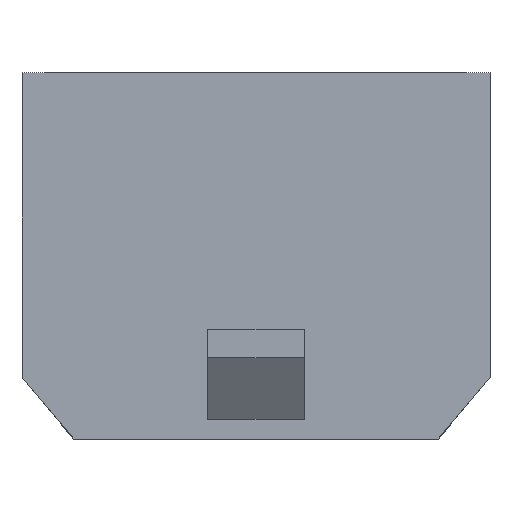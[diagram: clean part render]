
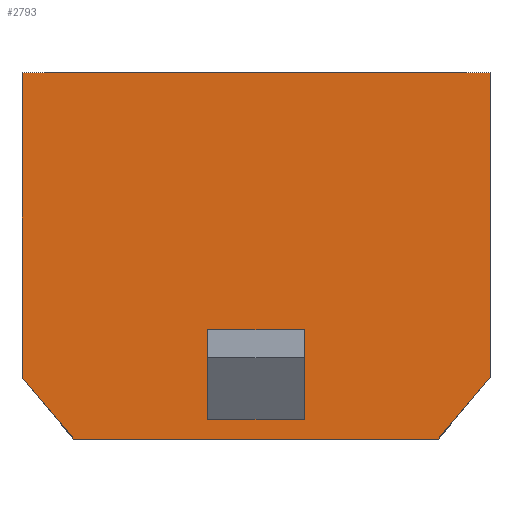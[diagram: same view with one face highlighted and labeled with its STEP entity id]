
A CAD part, top view. The second image highlights one B-rep face of the part: STEP entity #2793.
In plain terms, the highlighted planar face has unit normal (0, 0, 1).
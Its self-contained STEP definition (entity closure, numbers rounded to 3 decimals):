
#38=FACE_BOUND('',#221,.T.);
#48=FACE_OUTER_BOUND('',#220,.T.);
#220=EDGE_LOOP('',(#1888,#1889,#1890,#1891,#1892,#1893));
#221=EDGE_LOOP('',(#1894,#1895,#1896,#1897));
#441=LINE('',#3980,#825);
#445=LINE('',#3989,#829);
#450=LINE('',#3999,#834);
#452=LINE('',#4002,#836);
#471=LINE('',#4039,#855);
#472=LINE('',#4040,#856);
#473=LINE('',#4043,#857);
#474=LINE('',#4045,#858);
#475=LINE('',#4047,#859);
#476=LINE('',#4048,#860);
#825=VECTOR('',#3200,1.);
#829=VECTOR('',#3206,1.);
#834=VECTOR('',#3213,1.);
#836=VECTOR('',#3217,1.);
#855=VECTOR('',#3238,1.);
#856=VECTOR('',#3239,1.);
#857=VECTOR('',#3240,1.);
#858=VECTOR('',#3241,1.);
#859=VECTOR('',#3242,1.);
#860=VECTOR('',#3243,1.);
#1204=VERTEX_POINT('',#3973);
#1207=VERTEX_POINT('',#3978);
#1208=VERTEX_POINT('',#3982);
#1211=VERTEX_POINT('',#3987);
#1215=VERTEX_POINT('',#3997);
#1232=VERTEX_POINT('',#4038);
#1233=VERTEX_POINT('',#4041);
#1234=VERTEX_POINT('',#4042);
#1235=VERTEX_POINT('',#4044);
#1236=VERTEX_POINT('',#4046);
#1459=EDGE_CURVE('',#1207,#1204,#441,.T.);
#1463=EDGE_CURVE('',#1211,#1208,#445,.T.);
#1468=EDGE_CURVE('',#1215,#1211,#450,.T.);
#1470=EDGE_CURVE('',#1208,#1207,#452,.T.);
#1489=EDGE_CURVE('',#1215,#1232,#471,.T.);
#1490=EDGE_CURVE('',#1232,#1204,#472,.T.);
#1491=EDGE_CURVE('',#1233,#1234,#473,.T.);
#1492=EDGE_CURVE('',#1234,#1235,#474,.T.);
#1493=EDGE_CURVE('',#1236,#1235,#475,.T.);
#1494=EDGE_CURVE('',#1233,#1236,#476,.T.);
#1888=ORIENTED_EDGE('',*,*,#1463,.F.);
#1889=ORIENTED_EDGE('',*,*,#1468,.F.);
#1890=ORIENTED_EDGE('',*,*,#1489,.T.);
#1891=ORIENTED_EDGE('',*,*,#1490,.T.);
#1892=ORIENTED_EDGE('',*,*,#1459,.F.);
#1893=ORIENTED_EDGE('',*,*,#1470,.F.);
#1894=ORIENTED_EDGE('',*,*,#1491,.T.);
#1895=ORIENTED_EDGE('',*,*,#1492,.T.);
#1896=ORIENTED_EDGE('',*,*,#1493,.F.);
#1897=ORIENTED_EDGE('',*,*,#1494,.F.);
#2578=PLANE('',#2967);
#2793=ADVANCED_FACE('',(#48,#38),#2578,.T.);
#2967=AXIS2_PLACEMENT_3D('',#4037,#3236,#3237);
#3200=DIRECTION('',(-0.643,0.766,0.));
#3206=DIRECTION('',(-0.643,-0.766,0.));
#3213=DIRECTION('',(0.,-1.,0.));
#3217=DIRECTION('',(-1.,0.,0.));
#3236=DIRECTION('center_axis',(0.,0.,1.));
#3237=DIRECTION('ref_axis',(1.,0.,0.));
#3238=DIRECTION('',(-1.,0.,0.));
#3239=DIRECTION('',(0.,-1.,0.));
#3240=DIRECTION('',(-1.,0.,0.));
#3241=DIRECTION('',(0.,1.,0.));
#3242=DIRECTION('',(-1.,0.,0.));
#3243=DIRECTION('',(0.,1.,0.));
#3973=CARTESIAN_POINT('',(-6.325,1.668,3.86));
#3978=CARTESIAN_POINT('',(-4.925,0.,3.86));
#3980=CARTESIAN_POINT('',(-4.925,0.,3.86));
#3982=CARTESIAN_POINT('',(4.925,0.,3.86));
#3987=CARTESIAN_POINT('',(6.325,1.668,3.86));
#3989=CARTESIAN_POINT('',(6.325,1.668,3.86));
#3997=CARTESIAN_POINT('',(6.325,9.9,3.86));
#3999=CARTESIAN_POINT('',(6.325,9.9,3.86));
#4002=CARTESIAN_POINT('',(6.325,0.,3.86));
#4037=CARTESIAN_POINT('Origin',(6.325,9.9,3.86));
#4038=CARTESIAN_POINT('',(-6.325,9.9,3.86));
#4039=CARTESIAN_POINT('',(6.325,9.9,3.86));
#4040=CARTESIAN_POINT('',(-6.325,9.9,3.86));
#4041=CARTESIAN_POINT('',(1.3,0.54,3.86));
#4042=CARTESIAN_POINT('',(-1.3,0.54,3.86));
#4043=CARTESIAN_POINT('',(1.3,0.54,3.86));
#4044=CARTESIAN_POINT('',(-1.3,2.95,3.86));
#4045=CARTESIAN_POINT('',(-1.3,0.54,3.86));
#4046=CARTESIAN_POINT('',(1.3,2.95,3.86));
#4047=CARTESIAN_POINT('',(1.3,2.95,3.86));
#4048=CARTESIAN_POINT('',(1.3,0.54,3.86));
